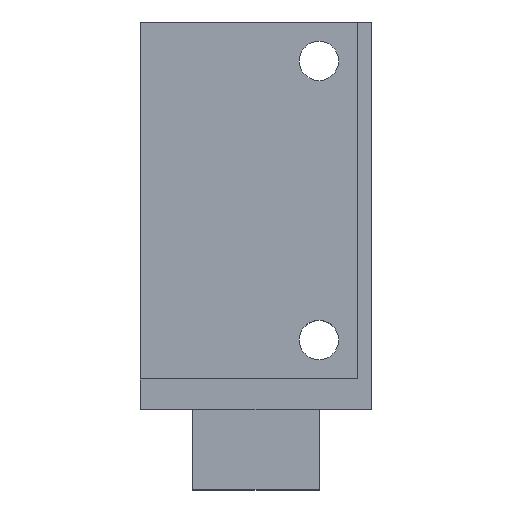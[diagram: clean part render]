
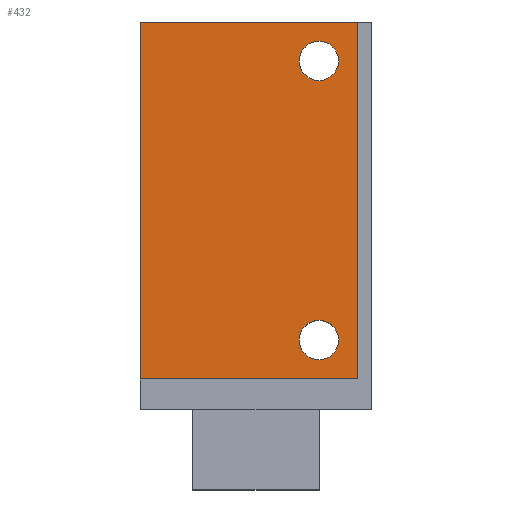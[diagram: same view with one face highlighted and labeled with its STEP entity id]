
A CAD part, top view. The second image highlights one B-rep face of the part: STEP entity #432.
In plain terms, the highlighted planar face has unit normal (0, 0, 1).
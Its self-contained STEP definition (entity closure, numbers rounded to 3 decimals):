
#19=FACE_BOUND('',#62,.T.);
#20=FACE_BOUND('',#63,.T.);
#23=CIRCLE('',#472,1.4);
#24=CIRCLE('',#473,1.4);
#36=FACE_OUTER_BOUND('',#61,.T.);
#61=EDGE_LOOP('',(#330,#331,#332,#333));
#62=EDGE_LOOP('',(#334));
#63=EDGE_LOOP('',(#335));
#108=LINE('',#672,#163);
#111=LINE('',#678,#166);
#113=LINE('',#682,#168);
#114=LINE('',#683,#169);
#163=VECTOR('',#544,10.);
#166=VECTOR('',#549,10.);
#168=VECTOR('',#553,10.);
#169=VECTOR('',#554,10.);
#213=VERTEX_POINT('',#669);
#214=VERTEX_POINT('',#671);
#216=VERTEX_POINT('',#677);
#217=VERTEX_POINT('',#681);
#218=VERTEX_POINT('',#684);
#219=VERTEX_POINT('',#686);
#258=EDGE_CURVE('',#214,#213,#108,.T.);
#261=EDGE_CURVE('',#216,#214,#111,.T.);
#263=EDGE_CURVE('',#213,#217,#113,.T.);
#264=EDGE_CURVE('',#217,#216,#114,.T.);
#265=EDGE_CURVE('',#218,#218,#23,.T.);
#266=EDGE_CURVE('',#219,#219,#24,.T.);
#330=ORIENTED_EDGE('',*,*,#258,.T.);
#331=ORIENTED_EDGE('',*,*,#263,.T.);
#332=ORIENTED_EDGE('',*,*,#264,.T.);
#333=ORIENTED_EDGE('',*,*,#261,.T.);
#334=ORIENTED_EDGE('',*,*,#265,.T.);
#335=ORIENTED_EDGE('',*,*,#266,.T.);
#411=PLANE('',#471);
#432=ADVANCED_FACE('',(#36,#19,#20),#411,.T.);
#471=AXIS2_PLACEMENT_3D('',#680,#551,#552);
#472=AXIS2_PLACEMENT_3D('',#685,#555,#556);
#473=AXIS2_PLACEMENT_3D('',#687,#557,#558);
#544=DIRECTION('',(0.,1.,0.));
#549=DIRECTION('',(1.,0.,0.));
#551=DIRECTION('center_axis',(0.,0.,1.));
#552=DIRECTION('ref_axis',(1.,0.,0.));
#553=DIRECTION('',(-1.,0.,0.));
#554=DIRECTION('',(0.,-1.,0.));
#555=DIRECTION('center_axis',(0.,0.,-1.));
#556=DIRECTION('ref_axis',(1.,0.,0.));
#557=DIRECTION('center_axis',(0.,0.,-1.));
#558=DIRECTION('ref_axis',(1.,0.,0.));
#669=CARTESIAN_POINT('',(7.25,13.8,3.4));
#671=CARTESIAN_POINT('',(7.25,-11.6,3.4));
#672=CARTESIAN_POINT('',(7.25,13.8,3.4));
#677=CARTESIAN_POINT('',(-8.25,-11.6,3.4));
#678=CARTESIAN_POINT('',(7.25,-11.6,3.4));
#680=CARTESIAN_POINT('Origin',(-0.5,1.1,3.4));
#681=CARTESIAN_POINT('',(-8.25,13.8,3.4));
#682=CARTESIAN_POINT('',(-8.25,13.8,3.4));
#683=CARTESIAN_POINT('',(-8.25,-13.8,3.4));
#684=CARTESIAN_POINT('',(3.08,11.03,3.4));
#685=CARTESIAN_POINT('Origin',(4.48,11.03,3.4));
#686=CARTESIAN_POINT('',(3.08,-8.83,3.4));
#687=CARTESIAN_POINT('Origin',(4.48,-8.83,3.4));
